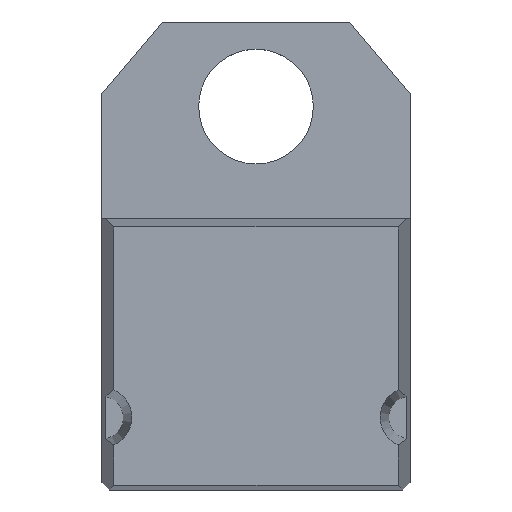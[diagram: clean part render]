
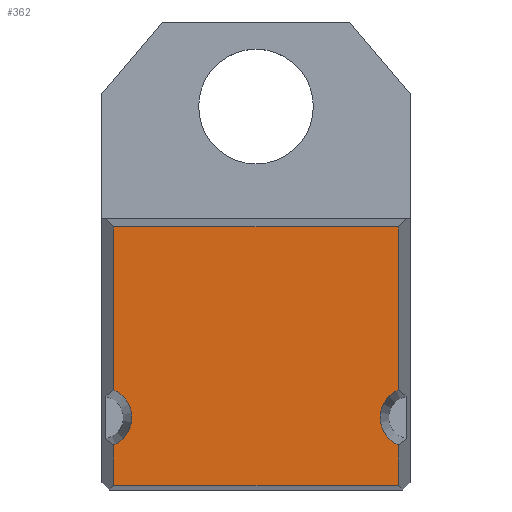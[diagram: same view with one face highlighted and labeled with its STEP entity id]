
A CAD part, top view. The second image highlights one B-rep face of the part: STEP entity #362.
In plain terms, the highlighted planar face has unit normal (0, 0, 1).
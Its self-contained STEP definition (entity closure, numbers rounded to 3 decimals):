
#41=PLANE('',#403);
#61=FACE_OUTER_BOUND('',#83,.T.);
#83=EDGE_LOOP('',(#334,#335,#336,#337,#338,#339,#340,#341));
#103=LINE('',#569,#141);
#108=LINE('',#578,#146);
#111=LINE('',#584,#149);
#113=LINE('',#587,#151);
#117=LINE('',#594,#155);
#119=LINE('',#597,#157);
#141=VECTOR('',#461,1000.);
#146=VECTOR('',#466,1000.);
#149=VECTOR('',#471,1000.);
#151=VECTOR('',#473,1000.);
#155=VECTOR('',#479,1000.);
#157=VECTOR('',#483,1000.);
#162=CIRCLE('',#390,0.991);
#164=CIRCLE('',#393,0.991);
#180=VERTEX_POINT('',#542);
#181=VERTEX_POINT('',#543);
#184=VERTEX_POINT('',#555);
#185=VERTEX_POINT('',#556);
#188=VERTEX_POINT('',#568);
#192=VERTEX_POINT('',#576);
#193=VERTEX_POINT('',#581);
#195=VERTEX_POINT('',#586);
#219=EDGE_CURVE('',#180,#181,#162,.T.);
#223=EDGE_CURVE('',#184,#185,#164,.T.);
#227=EDGE_CURVE('',#188,#184,#103,.T.);
#232=EDGE_CURVE('',#185,#192,#108,.T.);
#235=EDGE_CURVE('',#193,#181,#111,.T.);
#237=EDGE_CURVE('',#180,#195,#113,.T.);
#241=EDGE_CURVE('',#193,#188,#117,.T.);
#243=EDGE_CURVE('',#192,#195,#119,.T.);
#334=ORIENTED_EDGE('',*,*,#241,.T.);
#335=ORIENTED_EDGE('',*,*,#227,.T.);
#336=ORIENTED_EDGE('',*,*,#223,.T.);
#337=ORIENTED_EDGE('',*,*,#232,.T.);
#338=ORIENTED_EDGE('',*,*,#243,.T.);
#339=ORIENTED_EDGE('',*,*,#237,.F.);
#340=ORIENTED_EDGE('',*,*,#219,.T.);
#341=ORIENTED_EDGE('',*,*,#235,.F.);
#362=ADVANCED_FACE('',(#61),#41,.T.);
#390=AXIS2_PLACEMENT_3D('',#544,#449,#450);
#393=AXIS2_PLACEMENT_3D('',#557,#455,#456);
#403=AXIS2_PLACEMENT_3D('',#604,#494,#495);
#449=DIRECTION('center_axis',(0.,0.,
-1.));
#450=DIRECTION('ref_axis',(0.,1.,0.));
#455=DIRECTION('center_axis',(0.,0.,
-1.));
#456=DIRECTION('ref_axis',(0.,1.,0.));
#461=DIRECTION('',(0.,-1.,0.));
#466=DIRECTION('',(0.,-1.,0.));
#471=DIRECTION('',(0.,-1.,0.));
#473=DIRECTION('',(0.,-1.,0.));
#479=DIRECTION('',(-1.,0.,0.));
#483=DIRECTION('',(1.,0.,0.));
#494=DIRECTION('center_axis',(0.,0.,
1.));
#495=DIRECTION('ref_axis',(0.,1.,0.));
#542=CARTESIAN_POINT('',(4.706,5.205,1.488));
#543=CARTESIAN_POINT('',(4.706,7.025,1.487));
#544=CARTESIAN_POINT('Origin',(5.1,6.115,1.488));
#555=CARTESIAN_POINT('',(-4.706,7.025,1.487));
#556=CARTESIAN_POINT('',(-4.706,5.205,1.488));
#557=CARTESIAN_POINT('Origin',(-5.1,6.115,1.488));
#568=CARTESIAN_POINT('',(-4.706,12.421,1.488));
#569=CARTESIAN_POINT('',(-4.706,8.146,1.488));
#576=CARTESIAN_POINT('',(-4.706,3.871,1.488));
#578=CARTESIAN_POINT('',(-4.706,8.146,1.488));
#581=CARTESIAN_POINT('',(4.706,12.421,1.488));
#584=CARTESIAN_POINT('',(4.706,12.413,1.488));
#586=CARTESIAN_POINT('',(4.706,3.871,1.488));
#587=CARTESIAN_POINT('',(4.706,12.413,1.488));
#594=CARTESIAN_POINT('',(-5.1,12.421,1.488));
#597=CARTESIAN_POINT('',(-5.1,3.871,1.488));
#604=CARTESIAN_POINT('Origin',(0.,8.146,1.488));
